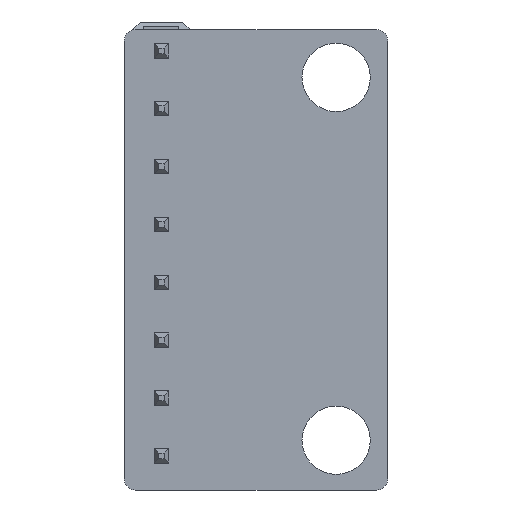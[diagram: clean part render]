
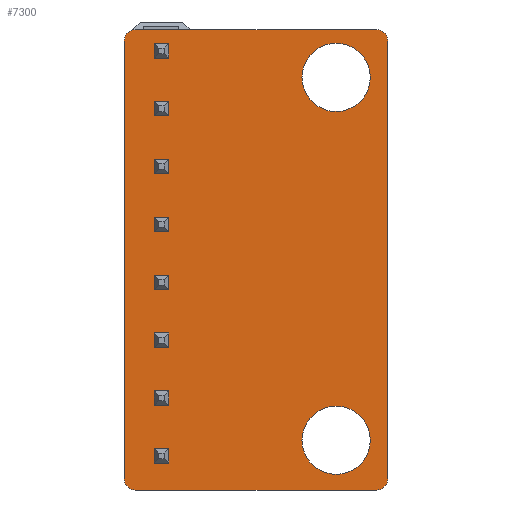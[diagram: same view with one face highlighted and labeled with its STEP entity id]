
A CAD part, front view. The second image highlights one B-rep face of the part: STEP entity #7300.
In plain terms, the highlighted planar face has unit normal (0, -1, 0).
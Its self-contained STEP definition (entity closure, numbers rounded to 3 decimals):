
#47 = CARTESIAN_POINT ( 'NONE',  ( 0.742, -1.5, -7.899 ) ) ;
#167 = AXIS2_PLACEMENT_3D ( 'NONE', #47, #6446, #7718 ) ;
#213 = CARTESIAN_POINT ( 'NONE',  ( 3.006, -1.5, -10.084 ) ) ;
#233 = CIRCLE ( 'NONE', #3392, 1.5 ) ;
#333 = AXIS2_PLACEMENT_3D ( 'NONE', #8892, #7404, #3967 ) ;
#420 = FACE_OUTER_BOUND ( 'NONE', #1785, .T. ) ;
#454 = LINE ( 'NONE', #7565, #1248 ) ;
#566 = DIRECTION ( 'NONE',  ( 0., 0., 1. ) ) ;
#739 = LINE ( 'NONE', #213, #3176 ) ;
#801 = ORIENTED_EDGE ( 'NONE', *, *, #1505, .T. ) ;
#829 = CIRCLE ( 'NONE', #5648, 1.5 ) ;
#858 = DIRECTION ( 'NONE',  ( 0., -1., 0. ) ) ;
#884 = CARTESIAN_POINT ( 'NONE',  ( 2.506, -1.5, 9.627 ) ) ;
#1154 = VERTEX_POINT ( 'NONE', #8885 ) ;
#1248 = VECTOR ( 'NONE', #4095, 1000. ) ;
#1271 = CARTESIAN_POINT ( 'NONE',  ( -8.06, -1.5, -10.084 ) ) ;
#1295 = CARTESIAN_POINT ( 'NONE',  ( 0.742, -1.5, -6.399 ) ) ;
#1303 = EDGE_CURVE ( 'NONE', #4165, #1154, #233, .T. ) ;
#1384 = VERTEX_POINT ( 'NONE', #9122 ) ;
#1472 = EDGE_CURVE ( 'NONE', #9118, #7024, #2641, .T. ) ;
#1505 = EDGE_CURVE ( 'NONE', #1154, #4165, #4391, .T. ) ;
#1549 = DIRECTION ( 'NONE',  ( 0., 0., 1. ) ) ;
#1659 = DIRECTION ( 'NONE',  ( 0., 1., 0. ) ) ;
#1785 = EDGE_LOOP ( 'NONE', ( #3981, #2564, #6828, #2022, #4023, #3757, #2604, #8023 ) ) ;
#2022 = ORIENTED_EDGE ( 'NONE', *, *, #3551, .T. ) ;
#2130 = CARTESIAN_POINT ( 'NONE',  ( -8.06, -1.5, 9.627 ) ) ;
#2141 = VECTOR ( 'NONE', #2538, 1000. ) ;
#2144 = CIRCLE ( 'NONE', #7994, 1.5 ) ;
#2278 = EDGE_CURVE ( 'NONE', #1384, #5752, #2144, .T. ) ;
#2360 = ORIENTED_EDGE ( 'NONE', *, *, #1303, .T. ) ;
#2407 = CARTESIAN_POINT ( 'NONE',  ( 3.006, -1.5, 9.627 ) ) ;
#2538 = DIRECTION ( 'NONE',  ( 0., 0., 1. ) ) ;
#2542 = PLANE ( 'NONE',  #333 ) ;
#2547 = EDGE_CURVE ( 'NONE', #3151, #6146, #7392, .T. ) ;
#2564 = ORIENTED_EDGE ( 'NONE', *, *, #2547, .T. ) ;
#2604 = ORIENTED_EDGE ( 'NONE', *, *, #6101, .F. ) ;
#2641 = CIRCLE ( 'NONE', #7899, 0.5 ) ;
#2690 = DIRECTION ( 'NONE',  ( 0., 1., 0. ) ) ;
#2776 = CIRCLE ( 'NONE', #7421, 0.5 ) ;
#3076 = CARTESIAN_POINT ( 'NONE',  ( 0.742, -1.5, 8.033 ) ) ;
#3129 = VERTEX_POINT ( 'NONE', #4517 ) ;
#3151 = VERTEX_POINT ( 'NONE', #5812 ) ;
#3153 = DIRECTION ( 'NONE',  ( 0., 0., 1. ) ) ;
#3176 = VECTOR ( 'NONE', #5828, 1000. ) ;
#3329 = AXIS2_PLACEMENT_3D ( 'NONE', #6470, #7037, #7182 ) ;
#3364 = CARTESIAN_POINT ( 'NONE',  ( -8.06, -1.5, 10.127 ) ) ;
#3392 = AXIS2_PLACEMENT_3D ( 'NONE', #8319, #2690, #4808 ) ;
#3551 = EDGE_CURVE ( 'NONE', #6185, #7201, #2776, .T. ) ;
#3727 = DIRECTION ( 'NONE',  ( 0., 0., 1. ) ) ;
#3732 = EDGE_LOOP ( 'NONE', ( #2360, #801 ) ) ;
#3757 = ORIENTED_EDGE ( 'NONE', *, *, #1472, .T. ) ;
#3847 = EDGE_CURVE ( 'NONE', #5752, #1384, #829, .T. ) ;
#3871 = FACE_BOUND ( 'NONE', #3732, .T. ) ;
#3906 = LINE ( 'NONE', #5373, #2141 ) ;
#3963 = CARTESIAN_POINT ( 'NONE',  ( 3.006, -1.5, -9.584 ) ) ;
#3967 = DIRECTION ( 'NONE',  ( 0., 0., 1. ) ) ;
#3981 = ORIENTED_EDGE ( 'NONE', *, *, #5588, .T. ) ;
#4023 = ORIENTED_EDGE ( 'NONE', *, *, #6639, .F. ) ;
#4095 = DIRECTION ( 'NONE',  ( 1., 0., 0. ) ) ;
#4165 = VERTEX_POINT ( 'NONE', #1295 ) ;
#4391 = CIRCLE ( 'NONE', #167, 1.5 ) ;
#4422 = CARTESIAN_POINT ( 'NONE',  ( -8.56, -1.5, -10.084 ) ) ;
#4446 = CARTESIAN_POINT ( 'NONE',  ( -8.06, -1.5, -9.584 ) ) ;
#4517 = CARTESIAN_POINT ( 'NONE',  ( -8.56, -1.5, -9.584 ) ) ;
#4667 = FACE_BOUND ( 'NONE', #6187, .T. ) ;
#4808 = DIRECTION ( 'NONE',  ( 0., 0., 1. ) ) ;
#4989 = VECTOR ( 'NONE', #7281, 1000. ) ;
#5095 = VERTEX_POINT ( 'NONE', #1271 ) ;
#5373 = CARTESIAN_POINT ( 'NONE',  ( -8.56, -1.5, -10.084 ) ) ;
#5588 = EDGE_CURVE ( 'NONE', #5095, #3151, #7327, .T. ) ;
#5643 = EDGE_CURVE ( 'NONE', #6146, #6185, #739, .T. ) ;
#5648 = AXIS2_PLACEMENT_3D ( 'NONE', #7363, #6734, #1549 ) ;
#5752 = VERTEX_POINT ( 'NONE', #8290 ) ;
#5812 = CARTESIAN_POINT ( 'NONE',  ( 2.506, -1.5, -10.084 ) ) ;
#5828 = DIRECTION ( 'NONE',  ( 0., 0., 1. ) ) ;
#6101 = EDGE_CURVE ( 'NONE', #3129, #7024, #3906, .T. ) ;
#6146 = VERTEX_POINT ( 'NONE', #3963 ) ;
#6185 = VERTEX_POINT ( 'NONE', #2407 ) ;
#6187 = EDGE_LOOP ( 'NONE', ( #9312, #7897 ) ) ;
#6325 = CARTESIAN_POINT ( 'NONE',  ( -8.56, -1.5, 9.627 ) ) ;
#6446 = DIRECTION ( 'NONE',  ( 0., 1., 0. ) ) ;
#6470 = CARTESIAN_POINT ( 'NONE',  ( 2.506, -1.5, -9.584 ) ) ;
#6570 = DIRECTION ( 'NONE',  ( 0., 0., 1. ) ) ;
#6639 = EDGE_CURVE ( 'NONE', #9118, #7201, #454, .T. ) ;
#6734 = DIRECTION ( 'NONE',  ( 0., 1., 0. ) ) ;
#6777 = AXIS2_PLACEMENT_3D ( 'NONE', #4446, #858, #3727 ) ;
#6828 = ORIENTED_EDGE ( 'NONE', *, *, #5643, .T. ) ;
#7024 = VERTEX_POINT ( 'NONE', #6325 ) ;
#7037 = DIRECTION ( 'NONE',  ( 0., -1., 0. ) ) ;
#7182 = DIRECTION ( 'NONE',  ( 0., 0., 1. ) ) ;
#7201 = VERTEX_POINT ( 'NONE', #8799 ) ;
#7281 = DIRECTION ( 'NONE',  ( 1., 0., 0. ) ) ;
#7300 = ADVANCED_FACE ( 'NONE', ( #3871, #4667, #420 ), #2542, .F. ) ;
#7327 = LINE ( 'NONE', #4422, #4989 ) ;
#7363 = CARTESIAN_POINT ( 'NONE',  ( 0.742, -1.5, 8.033 ) ) ;
#7391 = CIRCLE ( 'NONE', #6777, 0.5 ) ;
#7392 = CIRCLE ( 'NONE', #3329, 0.5 ) ;
#7404 = DIRECTION ( 'NONE',  ( 0., 1., 0. ) ) ;
#7421 = AXIS2_PLACEMENT_3D ( 'NONE', #884, #7502, #6570 ) ;
#7502 = DIRECTION ( 'NONE',  ( 0., -1., 0. ) ) ;
#7565 = CARTESIAN_POINT ( 'NONE',  ( -8.56, -1.5, 10.127 ) ) ;
#7638 = EDGE_CURVE ( 'NONE', #3129, #5095, #7391, .T. ) ;
#7718 = DIRECTION ( 'NONE',  ( 0., 0., 1. ) ) ;
#7810 = DIRECTION ( 'NONE',  ( 0., -1., 0. ) ) ;
#7897 = ORIENTED_EDGE ( 'NONE', *, *, #3847, .T. ) ;
#7899 = AXIS2_PLACEMENT_3D ( 'NONE', #2130, #7810, #566 ) ;
#7994 = AXIS2_PLACEMENT_3D ( 'NONE', #3076, #1659, #3153 ) ;
#8023 = ORIENTED_EDGE ( 'NONE', *, *, #7638, .T. ) ;
#8290 = CARTESIAN_POINT ( 'NONE',  ( 0.742, -1.5, 6.533 ) ) ;
#8319 = CARTESIAN_POINT ( 'NONE',  ( 0.742, -1.5, -7.899 ) ) ;
#8799 = CARTESIAN_POINT ( 'NONE',  ( 2.506, -1.5, 10.127 ) ) ;
#8885 = CARTESIAN_POINT ( 'NONE',  ( 0.742, -1.5, -9.399 ) ) ;
#8892 = CARTESIAN_POINT ( 'NONE',  ( 0., -1.5, 0. ) ) ;
#9118 = VERTEX_POINT ( 'NONE', #3364 ) ;
#9122 = CARTESIAN_POINT ( 'NONE',  ( 0.742, -1.5, 9.533 ) ) ;
#9312 = ORIENTED_EDGE ( 'NONE', *, *, #2278, .T. ) ;
